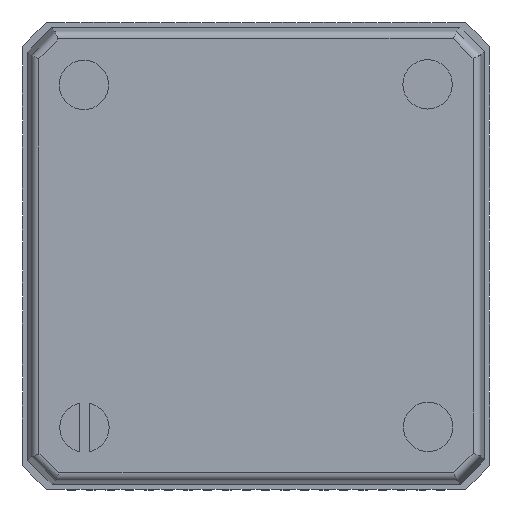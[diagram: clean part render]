
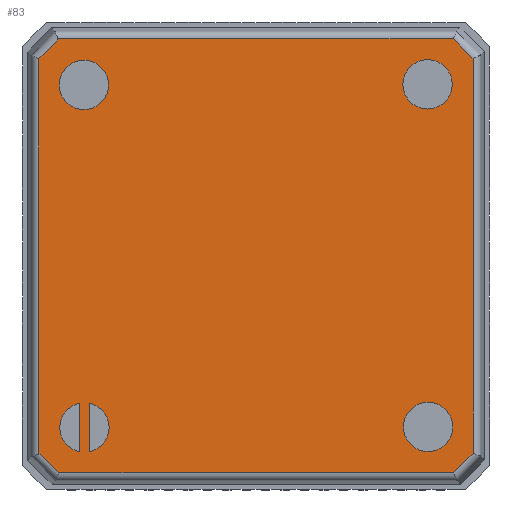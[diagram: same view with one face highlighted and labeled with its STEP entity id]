
A CAD part, top view. The second image highlights one B-rep face of the part: STEP entity #83.
In plain terms, the highlighted planar face has unit normal (0, 0, 1).
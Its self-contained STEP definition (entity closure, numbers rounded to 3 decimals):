
#24 = VERTEX_POINT('',#25);
#25 = CARTESIAN_POINT('',(5.064,-4.399,0.87));
#31 = EDGE_CURVE('',#32,#24,#34,.T.);
#32 = VERTEX_POINT('',#33);
#33 = CARTESIAN_POINT('',(3.794,-4.399,0.87));
#34 = CIRCLE('',#35,0.635);
#35 = AXIS2_PLACEMENT_3D('',#36,#37,#38);
#36 = CARTESIAN_POINT('',(4.429,-4.399,0.87));
#37 = DIRECTION('',(0.,0.,1.));
#38 = DIRECTION('',(-1.,0.,0.));
#63 = EDGE_CURVE('',#24,#32,#64,.T.);
#64 = CIRCLE('',#65,0.635);
#65 = AXIS2_PLACEMENT_3D('',#66,#67,#68);
#66 = CARTESIAN_POINT('',(4.429,-4.399,0.87));
#67 = DIRECTION('',(0.,0.,1.));
#68 = DIRECTION('',(-1.,0.,0.));
#83 = ADVANCED_FACE('',(#84,#150,#169,#197,#201,#221),#241,.T.);
#84 = FACE_BOUND('',#85,.T.);
#85 = EDGE_LOOP('',(#86,#96,#104,#112,#120,#128,#136,#144));
#86 = ORIENTED_EDGE('',*,*,#87,.T.);
#87 = EDGE_CURVE('',#88,#90,#92,.T.);
#88 = VERTEX_POINT('',#89);
#89 = CARTESIAN_POINT('',(5.088,-5.584,0.87));
#90 = VERTEX_POINT('',#91);
#91 = CARTESIAN_POINT('',(5.584,-5.072,0.87));
#92 = LINE('',#93,#94);
#93 = CARTESIAN_POINT('',(5.413,-5.248,0.87));
#94 = VECTOR('',#95,1.);
#95 = DIRECTION('',(0.696,0.718,0.));
#96 = ORIENTED_EDGE('',*,*,#97,.T.);
#97 = EDGE_CURVE('',#90,#98,#100,.T.);
#98 = VERTEX_POINT('',#99);
#99 = CARTESIAN_POINT('',(5.584,5.088,0.87));
#100 = LINE('',#101,#102);
#101 = CARTESIAN_POINT('',(5.584,5.143,0.87));
#102 = VECTOR('',#103,1.);
#103 = DIRECTION('',(0.,1.,0.));
#104 = ORIENTED_EDGE('',*,*,#105,.T.);
#105 = EDGE_CURVE('',#98,#106,#108,.T.);
#106 = VERTEX_POINT('',#107);
#107 = CARTESIAN_POINT('',(5.072,5.584,0.87));
#108 = LINE('',#109,#110);
#109 = CARTESIAN_POINT('',(5.248,5.413,0.87));
#110 = VECTOR('',#111,1.);
#111 = DIRECTION('',(-0.718,0.696,0.)
  );
#112 = ORIENTED_EDGE('',*,*,#113,.T.);
#113 = EDGE_CURVE('',#106,#114,#116,.T.);
#114 = VERTEX_POINT('',#115);
#115 = CARTESIAN_POINT('',(-5.088,5.584,0.87));
#116 = LINE('',#117,#118);
#117 = CARTESIAN_POINT('',(-5.143,5.584,0.87));
#118 = VECTOR('',#119,1.);
#119 = DIRECTION('',(-1.,0.,0.));
#120 = ORIENTED_EDGE('',*,*,#121,.T.);
#121 = EDGE_CURVE('',#114,#122,#124,.T.);
#122 = VERTEX_POINT('',#123);
#123 = CARTESIAN_POINT('',(-5.584,5.072,0.87));
#124 = LINE('',#125,#126);
#125 = CARTESIAN_POINT('',(-5.413,5.248,0.87));
#126 = VECTOR('',#127,1.);
#127 = DIRECTION('',(-0.696,-0.718,
    0.));
#128 = ORIENTED_EDGE('',*,*,#129,.T.);
#129 = EDGE_CURVE('',#122,#130,#132,.T.);
#130 = VERTEX_POINT('',#131);
#131 = CARTESIAN_POINT('',(-5.584,-5.088,0.87));
#132 = LINE('',#133,#134);
#133 = CARTESIAN_POINT('',(-5.584,-5.143,0.87));
#134 = VECTOR('',#135,1.);
#135 = DIRECTION('',(0.,-1.,0.));
#136 = ORIENTED_EDGE('',*,*,#137,.T.);
#137 = EDGE_CURVE('',#130,#138,#140,.T.);
#138 = VERTEX_POINT('',#139);
#139 = CARTESIAN_POINT('',(-5.072,-5.584,0.87));
#140 = LINE('',#141,#142);
#141 = CARTESIAN_POINT('',(-5.248,-5.413,0.87));
#142 = VECTOR('',#143,1.);
#143 = DIRECTION('',(0.718,-0.696,0.
    ));
#144 = ORIENTED_EDGE('',*,*,#145,.T.);
#145 = EDGE_CURVE('',#138,#88,#146,.T.);
#146 = LINE('',#147,#148);
#147 = CARTESIAN_POINT('',(5.143,-5.584,0.87));
#148 = VECTOR('',#149,1.);
#149 = DIRECTION('',(1.,0.,0.));
#150 = FACE_BOUND('',#151,.T.);
#151 = EDGE_LOOP('',(#152,#162));
#152 = ORIENTED_EDGE('',*,*,#153,.T.);
#153 = EDGE_CURVE('',#154,#156,#158,.T.);
#154 = VERTEX_POINT('',#155);
#155 = CARTESIAN_POINT('',(-4.542,-3.792,0.87));
#156 = VERTEX_POINT('',#157);
#157 = CARTESIAN_POINT('',(-4.542,-5.036,0.87));
#158 = LINE('',#159,#160);
#159 = CARTESIAN_POINT('',(-4.542,-5.366,0.87));
#160 = VECTOR('',#161,1.);
#161 = DIRECTION('',(0.,-1.,0.));
#162 = ORIENTED_EDGE('',*,*,#163,.F.);
#163 = EDGE_CURVE('',#154,#156,#164,.T.);
#164 = CIRCLE('',#165,0.635);
#165 = AXIS2_PLACEMENT_3D('',#166,#167,#168);
#166 = CARTESIAN_POINT('',(-4.414,-4.414,0.87));
#167 = DIRECTION('',(0.,0.,1.));
#168 = DIRECTION('',(1.,0.,0.));
#169 = FACE_BOUND('',#170,.T.);
#170 = EDGE_LOOP('',(#171,#181,#190));
#171 = ORIENTED_EDGE('',*,*,#172,.T.);
#172 = EDGE_CURVE('',#173,#175,#177,.T.);
#173 = VERTEX_POINT('',#174);
#174 = CARTESIAN_POINT('',(-4.286,-5.036,0.87));
#175 = VERTEX_POINT('',#176);
#176 = CARTESIAN_POINT('',(-4.286,-3.792,0.87));
#177 = LINE('',#178,#179);
#178 = CARTESIAN_POINT('',(-4.286,-5.366,0.87));
#179 = VECTOR('',#180,1.);
#180 = DIRECTION('',(0.,1.,0.));
#181 = ORIENTED_EDGE('',*,*,#182,.F.);
#182 = EDGE_CURVE('',#183,#175,#185,.T.);
#183 = VERTEX_POINT('',#184);
#184 = CARTESIAN_POINT('',(-3.779,-4.414,0.87));
#185 = CIRCLE('',#186,0.635);
#186 = AXIS2_PLACEMENT_3D('',#187,#188,#189);
#187 = CARTESIAN_POINT('',(-4.414,-4.414,0.87));
#188 = DIRECTION('',(0.,0.,1.));
#189 = DIRECTION('',(1.,0.,0.));
#190 = ORIENTED_EDGE('',*,*,#191,.F.);
#191 = EDGE_CURVE('',#173,#183,#192,.T.);
#192 = CIRCLE('',#193,0.635);
#193 = AXIS2_PLACEMENT_3D('',#194,#195,#196);
#194 = CARTESIAN_POINT('',(-4.414,-4.414,0.87));
#195 = DIRECTION('',(0.,0.,1.));
#196 = DIRECTION('',(1.,0.,0.));
#197 = FACE_BOUND('',#198,.T.);
#198 = EDGE_LOOP('',(#199,#200));
#199 = ORIENTED_EDGE('',*,*,#63,.F.);
#200 = ORIENTED_EDGE('',*,*,#31,.F.);
#201 = FACE_BOUND('',#202,.T.);
#202 = EDGE_LOOP('',(#203,#214));
#203 = ORIENTED_EDGE('',*,*,#204,.F.);
#204 = EDGE_CURVE('',#205,#207,#209,.T.);
#205 = VERTEX_POINT('',#206);
#206 = CARTESIAN_POINT('',(5.049,4.414,0.87));
#207 = VERTEX_POINT('',#208);
#208 = CARTESIAN_POINT('',(3.779,4.414,0.87));
#209 = CIRCLE('',#210,0.635);
#210 = AXIS2_PLACEMENT_3D('',#211,#212,#213);
#211 = CARTESIAN_POINT('',(4.414,4.414,0.87));
#212 = DIRECTION('',(0.,0.,1.));
#213 = DIRECTION('',(1.,0.,0.));
#214 = ORIENTED_EDGE('',*,*,#215,.F.);
#215 = EDGE_CURVE('',#207,#205,#216,.T.);
#216 = CIRCLE('',#217,0.635);
#217 = AXIS2_PLACEMENT_3D('',#218,#219,#220);
#218 = CARTESIAN_POINT('',(4.414,4.414,0.87));
#219 = DIRECTION('',(0.,0.,1.));
#220 = DIRECTION('',(1.,0.,0.));
#221 = FACE_BOUND('',#222,.T.);
#222 = EDGE_LOOP('',(#223,#234));
#223 = ORIENTED_EDGE('',*,*,#224,.F.);
#224 = EDGE_CURVE('',#225,#227,#229,.T.);
#225 = VERTEX_POINT('',#226);
#226 = CARTESIAN_POINT('',(-3.794,4.399,0.87));
#227 = VERTEX_POINT('',#228);
#228 = CARTESIAN_POINT('',(-5.064,4.399,0.87));
#229 = CIRCLE('',#230,0.635);
#230 = AXIS2_PLACEMENT_3D('',#231,#232,#233);
#231 = CARTESIAN_POINT('',(-4.429,4.399,0.87));
#232 = DIRECTION('',(0.,0.,1.));
#233 = DIRECTION('',(-1.,0.,0.));
#234 = ORIENTED_EDGE('',*,*,#235,.F.);
#235 = EDGE_CURVE('',#227,#225,#236,.T.);
#236 = CIRCLE('',#237,0.635);
#237 = AXIS2_PLACEMENT_3D('',#238,#239,#240);
#238 = CARTESIAN_POINT('',(-4.429,4.399,0.87));
#239 = DIRECTION('',(0.,0.,1.));
#240 = DIRECTION('',(-1.,0.,0.));
#241 = PLANE('',#242);
#242 = AXIS2_PLACEMENT_3D('',#243,#244,#245);
#243 = CARTESIAN_POINT('',(0.,0.,0.87)
  );
#244 = DIRECTION('',(0.,0.,1.));
#245 = DIRECTION('',(1.,0.,0.));
